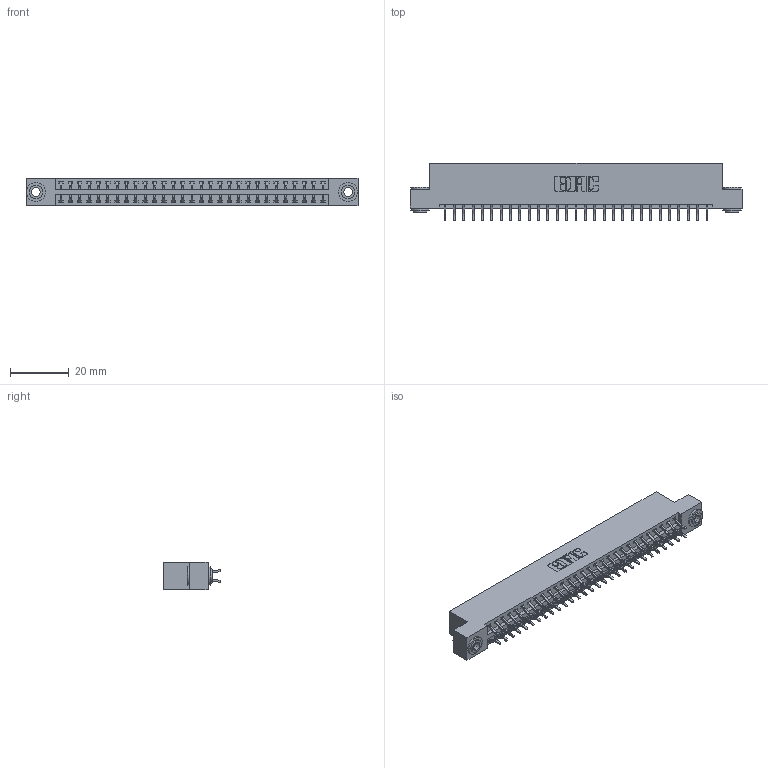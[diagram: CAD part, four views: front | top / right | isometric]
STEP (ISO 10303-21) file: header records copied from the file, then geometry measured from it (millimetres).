
FILE_DESCRIPTION (( 'STEP AP203' ), '1' );
FILE_NAME ('346-058-556-203.STEP', '2022-05-21T09:07:02', ( '' ), ( '' ), 'SwSTEP 2.0', 'SolidWorks 2020', '' );
FILE_SCHEMA (( 'CONFIG_CONTROL_DESIGN' ));
Length unit declared in the file: inch
Products named in the file (4): 346 Part_Flush Mounting Lugs - 0.156 Dia-TH; 345-292-001_556 Tail; 346-058-556-203; 345-250-002_345-250-002-102
Assembly tree (61 placements, depth 2):
  346-058-556-203
    346 Part_Flush Mounting Lugs - 0.156 Dia-TH
    345-292-001_556 Tail  x58
    345-250-002_345-250-002-102  x2
Bounding box: 112.65 x 19.57 x 9.4 mm (x, y, z)
Volume: 10882.7 mm3; surface area: 14949.5 mm2
Topology: 61 solids, 61 shells, 3538 faces, 10475 edges, 6902 vertices
Faces by surface type: plane 2362, cylinder 1168, cone 8
Entity records: 21962 total; most frequent: CARTESIAN_POINT 3633, ORIENTED_EDGE 3546, DIRECTION 3271, EDGE_CURVE 1773, VECTOR 1493, LINE 1493, VERTEX_POINT 1178, AXIS2_PLACEMENT_3D 889
